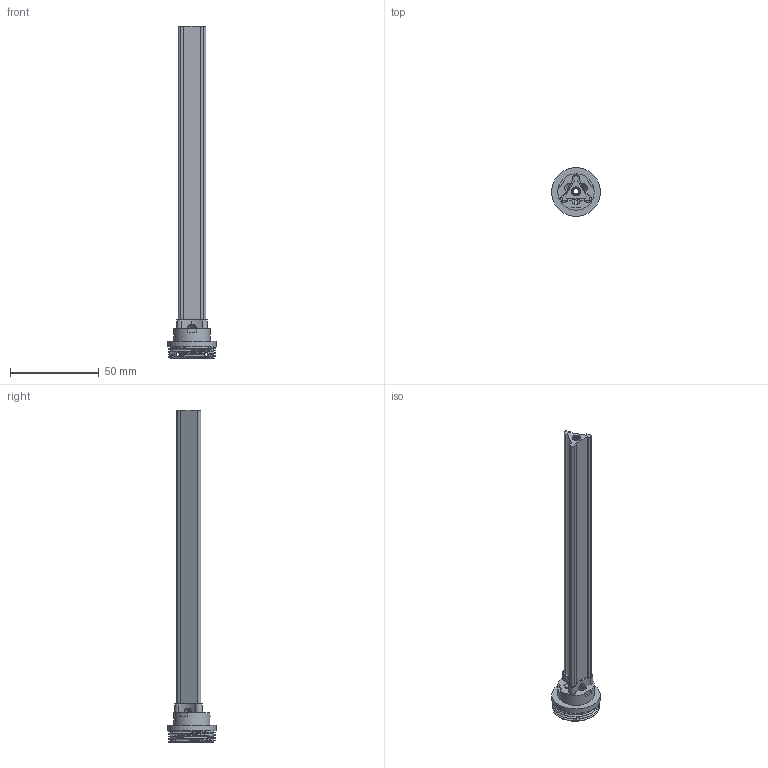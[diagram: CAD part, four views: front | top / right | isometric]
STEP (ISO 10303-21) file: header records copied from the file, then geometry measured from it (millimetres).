
FILE_DESCRIPTION(/* description */ (''),/* implementation_level */ '2;1');
FILE_NAME(/* name */ 'tower.step',/* time_stamp */ '2025-11-09T18:52:41+01:00',/* author */ (''),/* organization */ (''),/* preprocessor_version */ 'ST-DEVELOPER v20.1',/* originating_system */ 'Autodesk Translation Framework v14.21.0.0',/* authorisation */ '');
FILE_SCHEMA (('AUTOMOTIVE_DESIGN { 1 0 10303 214 3 1 1 }'));
Length unit declared in the file: millimetre
Products named in the file (1): Tower
Bounding box: 27.5 x 27.5 x 187.49 mm (x, y, z)
Volume: 17918.3 mm3; surface area: 16363 mm2
Topology: 1 solids, 1 shells, 173 faces, 508 edges, 333 vertices
Faces by surface type: cylinder 76, plane 74, bspline 17, cone 6
Full cylindrical faces by diameter (mm): 2 x8, 3 x1, 4.234 x3, 5 x1, 5.12 x3, 8.948 x1, 20.5 x1, 24 x2, 27.5 x1
Entity records: 9689 total; most frequent: CARTESIAN_POINT 5272, ORIENTED_EDGE 1016, DIRECTION 780, EDGE_CURVE 508, VERTEX_POINT 333, AXIS2_PLACEMENT_3D 274, LINE 232, VECTOR 232
